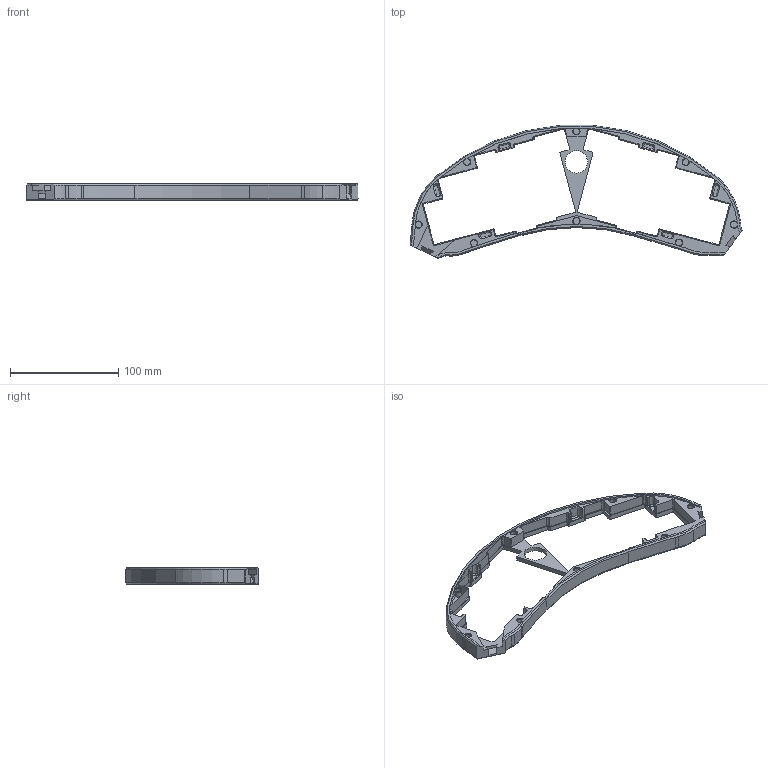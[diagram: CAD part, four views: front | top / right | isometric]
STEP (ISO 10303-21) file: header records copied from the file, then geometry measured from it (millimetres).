
FILE_DESCRIPTION(/* description */ ('STEP AP242','CAx-IF Rec.Pracs.---Representation and Presentation of Product Manufacturing Information (PMI)---4.0---2014-10-13','CAx-IF Rec.Pracs.---3D Tessellated Geometry---0.4---2014-09-14','2;1'),/* implementation_level */ '2;1');
FILE_NAME(/* name */ '68ae544a24e9267e0fe4f698',/* time_stamp */ '2025-08-27T00:41:47Z',/* author */ (''),/* organization */ (''),/* preprocessor_version */ 'ST-DEVELOPER v20',/* originating_system */ 'ONSHAPE BY PTC INC, 1.202',/* authorisation */ ' ');
FILE_SCHEMA (('AP242_MANAGED_MODEL_BASED_3D_ENGINEERING_MIM_LF { 1 0 10303 442 1 1 4 }'));
Length unit declared in the file: metre
Products named in the file (1): 60146-01
Bounding box: 306.18 x 122.71 x 15.4 mm (x, y, z)
Volume: 87407.3 mm3; surface area: 39651.9 mm2
Topology: 1 solids, 1 shells, 403 faces, 1138 edges, 735 vertices
Faces by surface type: cylinder 174, plane 155, cone 52, bspline 22
Full cylindrical faces by diameter (mm): 6.1 x8, 20.7 x1
Entity records: 13290 total; most frequent: CARTESIAN_POINT 2836, ORIENTED_EDGE 2240, DIRECTION 2197, EDGE_CURVE 1120, AXIS2_PLACEMENT_3D 805, VERTEX_POINT 727, LINE 587, VECTOR 587
